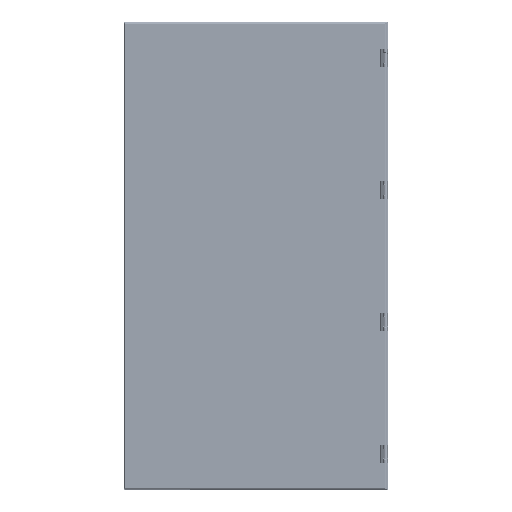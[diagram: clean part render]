
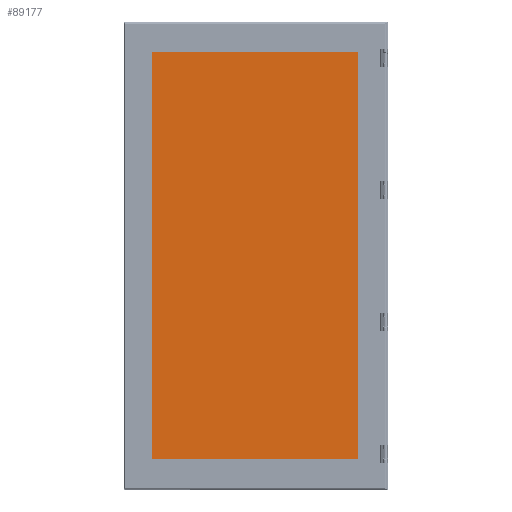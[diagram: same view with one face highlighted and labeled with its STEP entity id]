
A CAD part, top view. The second image highlights one B-rep face of the part: STEP entity #89177.
In plain terms, the highlighted planar face has unit normal (0, 0, 1).
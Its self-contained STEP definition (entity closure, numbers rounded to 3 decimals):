
#2510 = VECTOR ( 'NONE', #14791, 1000. ) ;
#8210 = EDGE_CURVE ( 'NONE', #79143, #114439, #74926, .T. ) ;
#14791 = DIRECTION ( 'NONE',  ( 1., 0., 0. ) ) ;
#15135 = EDGE_CURVE ( 'NONE', #106438, #34624, #113844, .T. ) ;
#19847 = DIRECTION ( 'NONE',  ( 0., -1., 0. ) ) ;
#24154 = CARTESIAN_POINT ( 'NONE',  ( -373.25, 711.05, 4. ) ) ;
#29888 = EDGE_CURVE ( 'NONE', #114439, #106438, #61797, .T. ) ;
#30677 = CARTESIAN_POINT ( 'NONE',  ( -373.25, 711.05, 4. ) ) ;
#34027 = ORIENTED_EDGE ( 'NONE', *, *, #29888, .T. ) ;
#34274 = DIRECTION ( 'NONE',  ( -1., 0., 0. ) ) ;
#34624 = VERTEX_POINT ( 'NONE', #52119 ) ;
#34911 = CARTESIAN_POINT ( 'NONE',  ( 0., 0., 4. ) ) ;
#44594 = VECTOR ( 'NONE', #104564, 1000. ) ;
#50960 = VECTOR ( 'NONE', #97866, 1000. ) ;
#52119 = CARTESIAN_POINT ( 'NONE',  ( 373.25, 711.05, 4. ) ) ;
#61797 = LINE ( 'NONE', #99571, #2510 ) ;
#63378 = PLANE ( 'NONE',  #75346 ) ;
#68052 = CARTESIAN_POINT ( 'NONE',  ( -373.25, -711.05, 4. ) ) ;
#72536 = ORIENTED_EDGE ( 'NONE', *, *, #15135, .T. ) ;
#73269 = FACE_OUTER_BOUND ( 'NONE', #100861, .T. ) ;
#74926 = LINE ( 'NONE', #68052, #104295 ) ;
#75346 = AXIS2_PLACEMENT_3D ( 'NONE', #34911, #81324, #34274 ) ;
#79143 = VERTEX_POINT ( 'NONE', #30677 ) ;
#81324 = DIRECTION ( 'NONE',  ( 0., 0., -1. ) ) ;
#89177 = ADVANCED_FACE ( 'NONE', ( #73269 ), #63378, .F. ) ;
#93405 = ORIENTED_EDGE ( 'NONE', *, *, #8210, .T. ) ;
#93415 = CARTESIAN_POINT ( 'NONE',  ( 373.25, -711.05, 4. ) ) ;
#96788 = CARTESIAN_POINT ( 'NONE',  ( 373.25, -711.05, 4. ) ) ;
#97618 = CARTESIAN_POINT ( 'NONE',  ( -373.25, -711.05, 4. ) ) ;
#97866 = DIRECTION ( 'NONE',  ( -1., 0., 0. ) ) ;
#99088 = LINE ( 'NONE', #24154, #50960 ) ;
#99571 = CARTESIAN_POINT ( 'NONE',  ( -373.25, -711.05, 4. ) ) ;
#100861 = EDGE_LOOP ( 'NONE', ( #72536, #120849, #93405, #34027 ) ) ;
#104295 = VECTOR ( 'NONE', #19847, 1000. ) ;
#104564 = DIRECTION ( 'NONE',  ( 0., 1., 0. ) ) ;
#106438 = VERTEX_POINT ( 'NONE', #96788 ) ;
#111922 = EDGE_CURVE ( 'NONE', #34624, #79143, #99088, .T. ) ;
#113844 = LINE ( 'NONE', #93415, #44594 ) ;
#114439 = VERTEX_POINT ( 'NONE', #97618 ) ;
#120849 = ORIENTED_EDGE ( 'NONE', *, *, #111922, .T. ) ;
